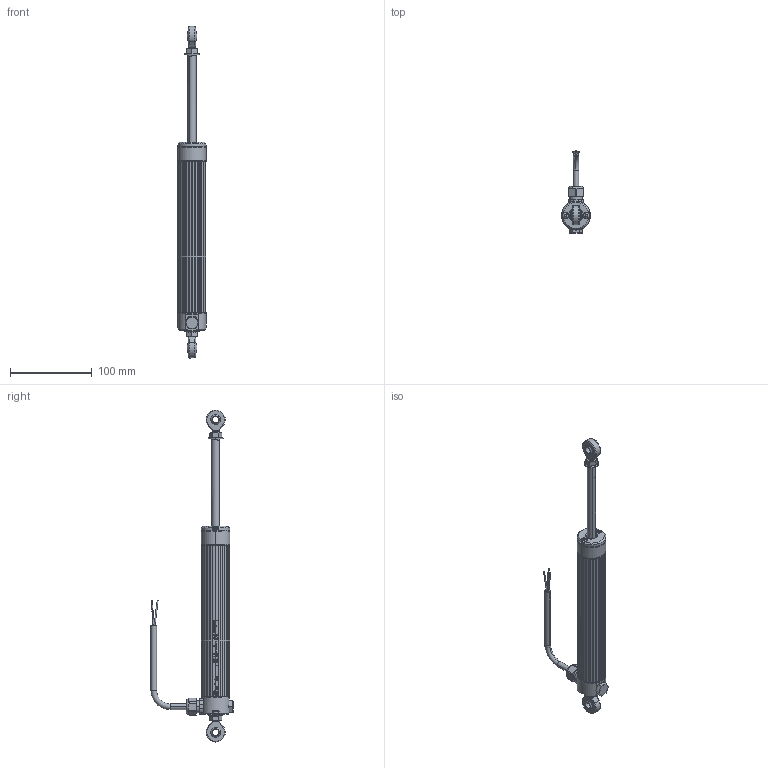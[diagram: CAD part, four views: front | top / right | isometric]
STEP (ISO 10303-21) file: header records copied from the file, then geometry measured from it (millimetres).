
FILE_DESCRIPTION (( 'STEP AP214' ), '1' );
FILE_NAME ('LWX-0100-003-201_extended.STEP', '2014-07-02T12:29:01', ( 'dummy' ), ( 'Microsoft' ), 'SwSTEP 2.0', 'SolidWorks 2013', '' );
FILE_SCHEMA (( 'AUTOMOTIVE_DESIGN' ));
Length unit declared in the file: millimetre
Products named in the file (1): LWX-0100-003-201_extended
Bounding box: 35 x 100.7 x 406.91 mm (x, y, z)
Surface area: 48969.6 mm2 (no closed solid volume)
Topology: 0 solids, 93 shells, 552 faces, 3370 edges, 2867 vertices
Faces by surface type: plane 237, cylinder 207, cone 54, torus 23, sphere 16, bspline 15
Entity records: 47436 total; most frequent: CARTESIAN_POINT 17124, ORIENTED_EDGE 4501, DIRECTION 4473, EDGE_CURVE 3370, VERTEX_POINT 2867, VECTOR 1613, LINE 1613, AXIS2_PLACEMENT_3D 1430
